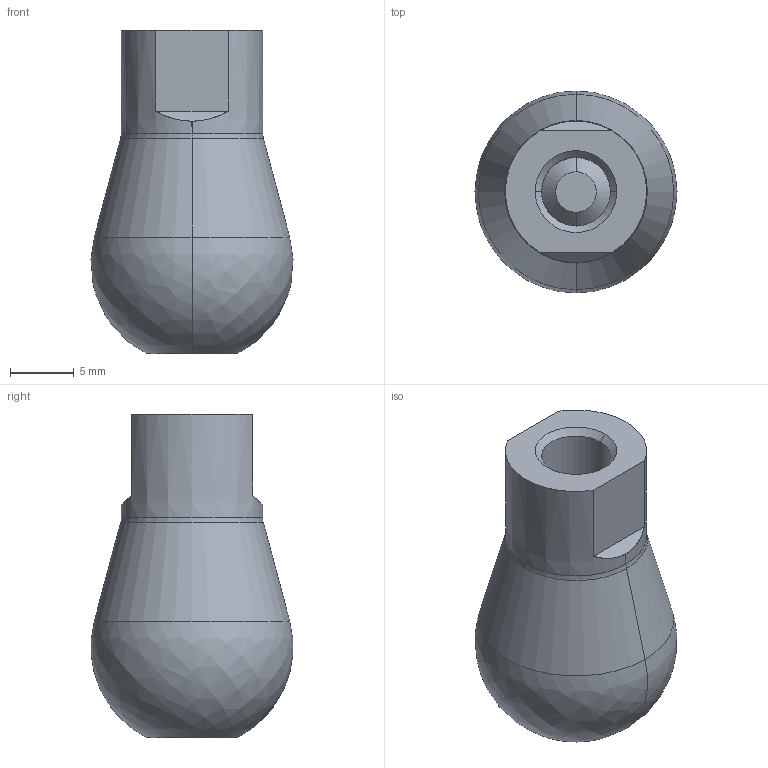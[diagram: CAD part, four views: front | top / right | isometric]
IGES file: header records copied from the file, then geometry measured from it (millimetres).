
Start section:  PTC IGES file: ilc66101503.igs
Global section: file name: ilc66101503.igs; native system: Creo Parametric by Parametric Technology Corporation; preprocessor: 2017170; author: rkuestersteffen; organization: Unknown; date: 20210428.084417; units: inch
Bounding box: 15.87 x 15.82 x 25.4 mm (x, y, z)
Surface area: 1599.1 mm2 (no closed solid volume)
Topology: 0 solids, 0 shells, 33 faces, 219 edges, 277 vertices
Faces by surface type: revolution 18, bspline 15
